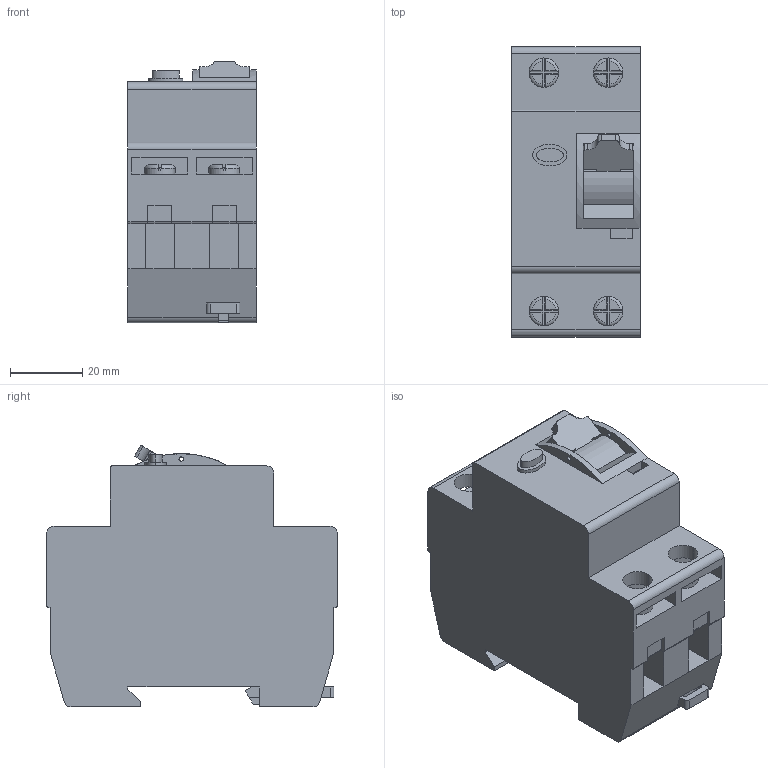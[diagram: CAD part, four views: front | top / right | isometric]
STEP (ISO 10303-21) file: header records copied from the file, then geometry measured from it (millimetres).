
FILE_DESCRIPTION (( 'STEP AP203' ), '1' );
FILE_NAME ('ÓÇÄÏ ñ àâòîìàòè÷åñêèì âûêëþ÷àòåëåì 1P+N 16À (C) 6êÀ EKF PROxima (afdd-2-16C-pro).STEP', '2021-12-20T12:47:42', ( '' ), ( '' ), 'SwSTEP 2.0', 'SolidWorks 2021', '' );
FILE_SCHEMA (( 'CONFIG_CONTROL_DESIGN' ));
Length unit declared in the file: millimetre
Products named in the file (1): ÓÇÄÏ ñ àâòîìàòè÷åñêèì âûêëþ÷àòåëåì 1P+N 16À (C) 6êÀ EKF PROxima (afdd-2-16C-pro)
Bounding box: 35.5 x 80.4 x 72.45 mm (x, y, z)
Volume: 150840.6 mm3; surface area: 25231.5 mm2
Topology: 2 solids, 2 shells, 275 faces, 759 edges, 498 vertices
Faces by surface type: plane 212, cylinder 51, torus 8, bspline 4
Entity records: 8924 total; most frequent: CARTESIAN_POINT 1833, ORIENTED_EDGE 1518, DIRECTION 1369, EDGE_CURVE 759, VECTOR 561, LINE 561, VERTEX_POINT 498, AXIS2_PLACEMENT_3D 404
